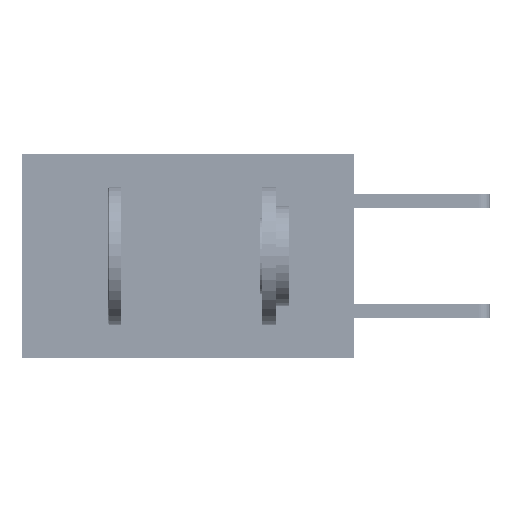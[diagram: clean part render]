
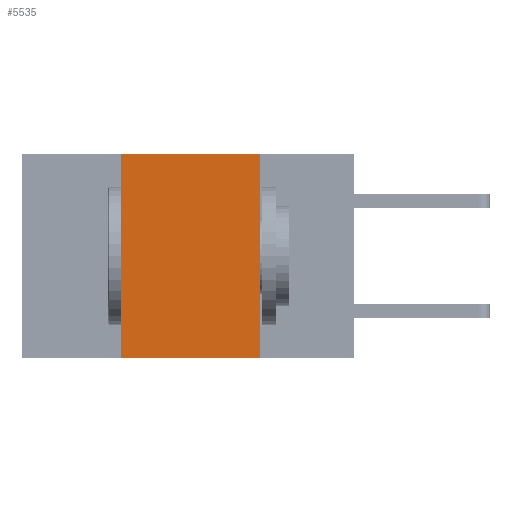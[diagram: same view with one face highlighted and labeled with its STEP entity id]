
A CAD part, left-side view. The second image highlights one B-rep face of the part: STEP entity #5535.
In plain terms, the highlighted planar face has unit normal (-1, 0, 0).
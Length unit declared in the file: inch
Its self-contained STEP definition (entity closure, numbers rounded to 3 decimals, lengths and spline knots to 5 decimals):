
#1896 = VECTOR ( 'NONE', #36601, 39.37008 ) ;
#3128 = CARTESIAN_POINT ( 'NONE',  ( 0., 0.42, 0. ) ) ;
#3159 = VERTEX_POINT ( 'NONE', #3128 ) ;
#4423 = CARTESIAN_POINT ( 'NONE',  ( 0., 0.17, -0.37 ) ) ;
#4495 = EDGE_CURVE ( 'NONE', #26109, #3159, #20010, .T. ) ;
#5535 = ADVANCED_FACE ( 'NONE', ( #15315 ), #8446, .F. ) ;
#6432 = VECTOR ( 'NONE', #33803, 39.37008 ) ;
#7786 = CARTESIAN_POINT ( 'NONE',  ( 0., 0.17, 0. ) ) ;
#8446 = PLANE ( 'NONE',  #8856 ) ;
#8856 = AXIS2_PLACEMENT_3D ( 'NONE', #37983, #22864, #30679 ) ;
#12146 = EDGE_CURVE ( 'NONE', #3159, #15846, #33078, .T. ) ;
#15315 = FACE_OUTER_BOUND ( 'NONE', #22924, .T. ) ;
#15643 = VECTOR ( 'NONE', #31133, 39.37008 ) ;
#15846 = VERTEX_POINT ( 'NONE', #29829 ) ;
#16275 = EDGE_CURVE ( 'NONE', #15846, #38916, #22201, .T. ) ;
#20010 = LINE ( 'NONE', #41518, #15643 ) ;
#21214 = ORIENTED_EDGE ( 'NONE', *, *, #4495, .F. ) ;
#21361 = CARTESIAN_POINT ( 'NONE',  ( 0., 0.42, -0.37 ) ) ;
#21393 = ORIENTED_EDGE ( 'NONE', *, *, #38477, .T. ) ;
#22201 = LINE ( 'NONE', #7786, #25775 ) ;
#22678 = LINE ( 'NONE', #44421, #6432 ) ;
#22864 = DIRECTION ( 'NONE',  ( 1., 0., 0. ) ) ;
#22924 = EDGE_LOOP ( 'NONE', ( #26026, #29544, #21214, #21393 ) ) ;
#25775 = VECTOR ( 'NONE', #36626, 39.37008 ) ;
#25952 = CARTESIAN_POINT ( 'NONE',  ( 0., 0.6, 0. ) ) ;
#26026 = ORIENTED_EDGE ( 'NONE', *, *, #16275, .F. ) ;
#26109 = VERTEX_POINT ( 'NONE', #21361 ) ;
#29544 = ORIENTED_EDGE ( 'NONE', *, *, #12146, .F. ) ;
#29829 = CARTESIAN_POINT ( 'NONE',  ( 0., 0.17, 0. ) ) ;
#30679 = DIRECTION ( 'NONE',  ( 0., 0., -1. ) ) ;
#31133 = DIRECTION ( 'NONE',  ( 0., 0., 1. ) ) ;
#33078 = LINE ( 'NONE', #25952, #1896 ) ;
#33803 = DIRECTION ( 'NONE',  ( 0., -1., 0. ) ) ;
#36601 = DIRECTION ( 'NONE',  ( 0., -1., 0. ) ) ;
#36626 = DIRECTION ( 'NONE',  ( 0., 0., -1. ) ) ;
#37983 = CARTESIAN_POINT ( 'NONE',  ( 0., 0.6, 0. ) ) ;
#38477 = EDGE_CURVE ( 'NONE', #26109, #38916, #22678, .T. ) ;
#38916 = VERTEX_POINT ( 'NONE', #4423 ) ;
#41518 = CARTESIAN_POINT ( 'NONE',  ( 0., 0.42, 0. ) ) ;
#44421 = CARTESIAN_POINT ( 'NONE',  ( 0., 0.6, -0.37 ) ) ;
